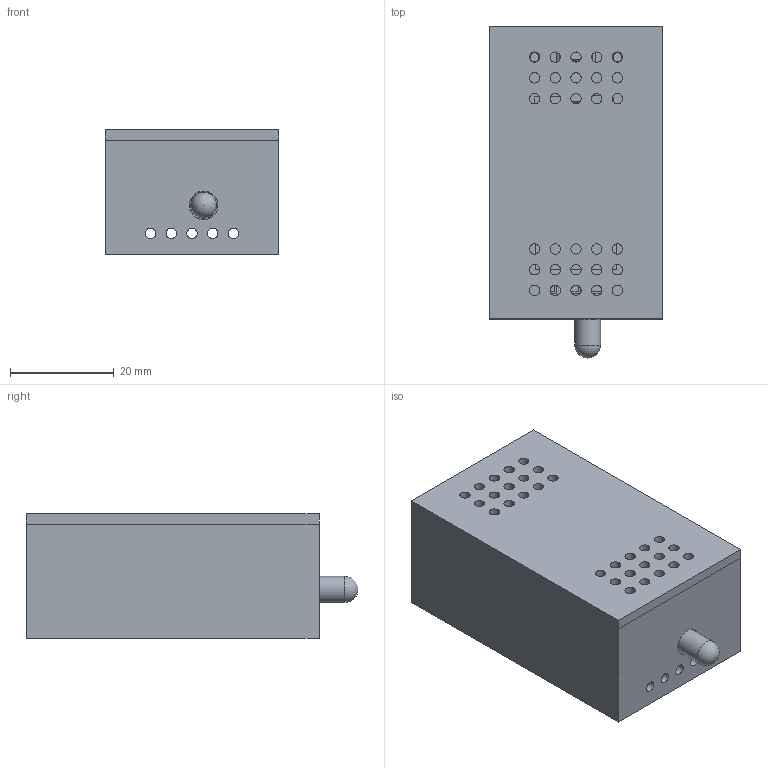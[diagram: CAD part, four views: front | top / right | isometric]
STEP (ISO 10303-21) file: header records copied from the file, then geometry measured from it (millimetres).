
FILE_DESCRIPTION(/* description */ ('STEP AP214'),/* implementation_level */ '2;1');
FILE_NAME(/* name */ '601dab03eb7f59103b9cc8ac',/* time_stamp */ '2021-02-05T20:31:01+00:00',/* author */ (''),/* organization */ (''),/* preprocessor_version */ 'ST-DEVELOPER v18.1',/* originating_system */ ' ',/* authorisation */ ' ');
FILE_SCHEMA (('AUTOMOTIVE_DESIGN {1 0 10303 214 3 1 1}'));
Length unit declared in the file: metre
Products named in the file (54): Assembly 1; id6; id11; id16; id21; id26; id31; id36; CUI_DEVICES_UJ2-MIBH2-4-SMT; id46; id51; id56; id66; id71; id76; id81; id86; id91; id96; id101; id106; id111; id116; id121; id126; id131; id136; id141; id146; id151; id156; id161; id166; id171; id176; id181; id186; id191; id196; id201 ...
Assembly tree (53 placements, depth 2):
  Assembly 1
    id6
    id11
    id16
    id21
    id26
    id31
    id36
    CUI_DEVICES_UJ2-MIBH2-4-SMT
    id46
    id51
    id56
    CUI_DEVICES_UJ2-MIBH2-4-SMT
    id66
    id71
    id76
    id81
    id86
    id91
    id96
    id101
    id106
    id111
    id116
    id121
    id126
    id131
    id136
    id141
    id146
    id151
    id156
    id161
    id166
    id171
    id176
    id181
    id186
    id191
    id196
    id201
    id206
    id211
    id216
    id221
    id226
    id231
    id236
    id241
    id246
    id251
    Cover
    LED
    Box
Bounding box: 33.5 x 64 x 24 mm (x, y, z)
Volume: 20768.1 mm3; surface area: 24166.6 mm2
Topology: 53 solids, 53 shells, 1189 faces, 3213 edges, 2110 vertices
Faces by surface type: plane 852, cylinder 280, sphere 29, cone 12, bspline 8, torus 8
Full cylindrical faces by diameter (mm): 0.555 x2, 1.75 x4, 2 x40, 3 x4, 5 x1, 5.5 x1
Entity records: 38022 total; most frequent: CARTESIAN_POINT 6936, ORIENTED_EDGE 6218, DIRECTION 6060, EDGE_CURVE 3109, LINE 2420, VECTOR 2420, VERTEX_POINT 2087, AXIS2_PLACEMENT_3D 1820
